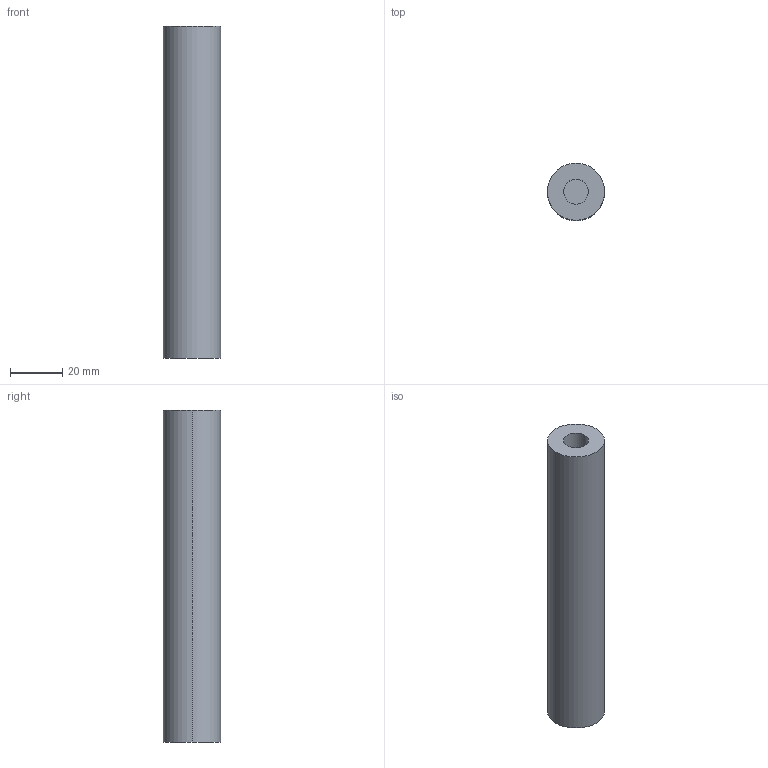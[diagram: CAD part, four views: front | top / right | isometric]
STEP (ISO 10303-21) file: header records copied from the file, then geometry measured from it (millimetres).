
FILE_DESCRIPTION(/* description */ ('STEP AP242','CAx-IF Rec.Pracs.---Representation and Presentation of Product Manufacturing Information (PMI)---4.0---2014-10-13','CAx-IF Rec.Pracs.---3D Tessellated Geometry---0.4---2014-09-14','2;1'),/* implementation_level */ '2;1');
FILE_NAME(/* name */ '668d0525463ebf210af82803',/* time_stamp */ '2024-07-09T09:38:47Z',/* author */ (''),/* organization */ (''),/* preprocessor_version */ 'ST-DEVELOPER v20',/* originating_system */ ' ',/* authorisation */ ' ');
FILE_SCHEMA (('AP242_MANAGED_MODEL_BASED_3D_ENGINEERING_MIM_LF { 1 0 10303 442 1 1 4 }'));
Length unit declared in the file: metre
Products named in the file (2): Burst_rod; burst_rod
Assembly tree (1 placements, depth 2):
  Burst_rod
    burst_rod
Bounding box: 21.84 x 21.84 x 127 mm (x, y, z)
Volume: 43974.8 mm3; surface area: 10985 mm2
Topology: 1 solids, 1 shells, 10 faces, 18 edges, 12 vertices
Faces by surface type: bspline 10
Entity records: 301 total; most frequent: CARTESIAN_POINT 102, ORIENTED_EDGE 36, DIRECTION 28, EDGE_CURVE 18, AXIS2_PLACEMENT_3D 14, VERTEX_POINT 12, CIRCLE 12, EDGE_LOOP 12
